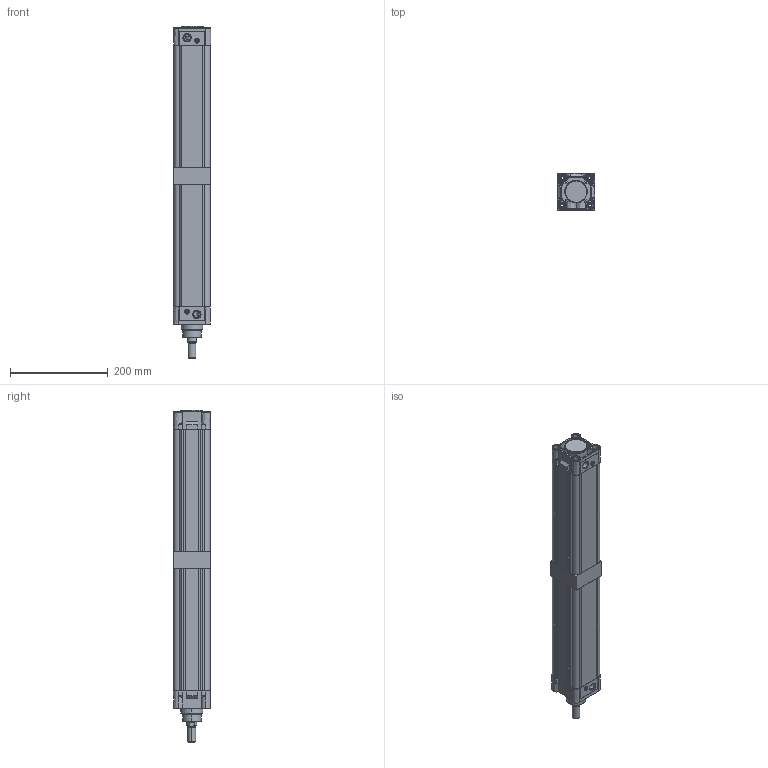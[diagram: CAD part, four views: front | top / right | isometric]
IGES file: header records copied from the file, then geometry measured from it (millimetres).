
Start section: SolidWorks IGES file using analytic representation for surfaces
Global section: file name: KDNC63x200TANDEM.IGS,1; native system: 5HSolidWorks 2017; preprocessor: SolidWorks 2017; author: USER; date: 171227.155105; units: millimetre
Bounding box: 76.05 x 75.83 x 679.95 mm (x, y, z)
Surface area: 572521.4 mm2 (no closed solid volume)
Topology: 0 solids, 0 shells, 1113 faces, 19473 edges, 19467 vertices
Faces by surface type: revolution 611, bspline 502
